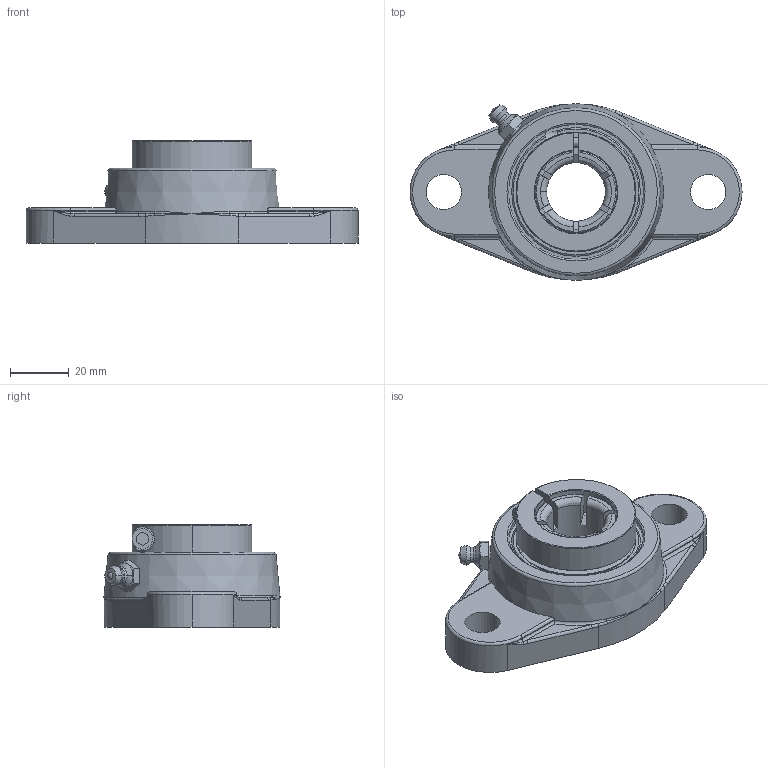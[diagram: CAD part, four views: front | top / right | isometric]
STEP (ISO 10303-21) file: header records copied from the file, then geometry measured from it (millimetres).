
FILE_DESCRIPTION(('HOOPS Exchange Step'),'2;1');
FILE_NAME('export-9CB4D1C8-7CB0-49FB-80A2-9BBB1590EEBE.stp','2019-12-13T08:35:55-08:00',('ibuslach'),('Alibre'),'HOOPS Exchange 2019.2','Alibre','Unknown authorisation');
FILE_SCHEMA( ('AP242_MANAGED_MODEL_BASED_3D_ENGINEERING_MIM_LF {1 0 10303 442 1 1 4 }') );
Length unit declared in the file: centimetre
Products named in the file (8): MRN SFL 204; UCP ZERK 6mm; SUE 204 RACES; SUE 204 SHIELD; SUE 204 LOCK RING; SUE 204 BOLT; MRN SUE 204; MRN SUEFL 204
Assembly tree (8 placements, depth 3):
  MRN SUEFL 204
    MRN SFL 204
    UCP ZERK 6mm
    MRN SUE 204
      SUE 204 RACES
      SUE 204 SHIELD  x2
      SUE 204 LOCK RING
      SUE 204 BOLT
Bounding box: 113 x 60 x 34.8 mm (x, y, z)
Volume: 71877 mm3; surface area: 34259.3 mm2
Topology: 8 solids, 8 shells, 253 faces, 688 edges, 447 vertices
Faces by surface type: plane 75, cylinder 72, cone 41, torus 36, bspline 24, sphere 5
Full cylindrical faces by diameter (mm): 1.474 x2, 3.242 x2, 4 x1, 5.994 x1, 6 x1, 7 x1, 12 x2, 20 x1, 32 x4, 32.508 x2, 40 x2, 40.792 x2, 45.974 x1, 48 x1
Entity records: 14772 total; most frequent: CARTESIAN_POINT 8476, ORIENTED_EDGE 1320, DIRECTION 1277, EDGE_CURVE 660, AXIS2_PLACEMENT_3D 535, VERTEX_POINT 433, CIRCLE 281, EDGE_LOOP 273
